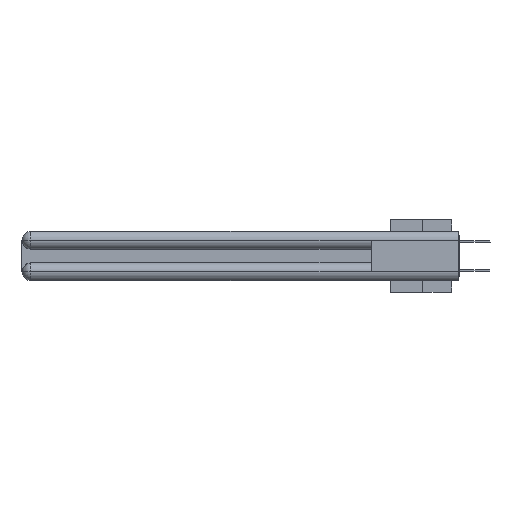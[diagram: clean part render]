
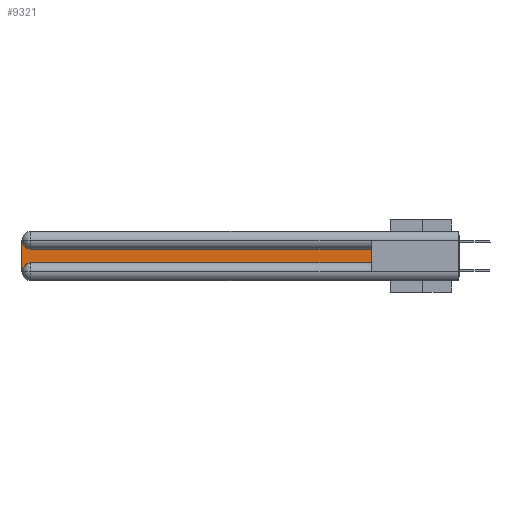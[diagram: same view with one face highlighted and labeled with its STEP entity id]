
A CAD part, left-side view. The second image highlights one B-rep face of the part: STEP entity #9321.
In plain terms, the highlighted planar face has unit normal (-1, 0, 0).
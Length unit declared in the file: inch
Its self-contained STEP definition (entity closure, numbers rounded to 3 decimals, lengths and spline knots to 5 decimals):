
#909 = CARTESIAN_POINT ( 'NONE',  ( 0.075, 2.94, -0.2775 ) ) ;
#1505 = EDGE_LOOP ( 'NONE', ( #16051, #3047, #18671, #18826, #20474, #23174 ) ) ;
#3047 = ORIENTED_EDGE ( 'NONE', *, *, #10734, .T. ) ;
#3062 = LINE ( 'NONE', #9699, #11414 ) ;
#3252 = DIRECTION ( 'NONE',  ( 0., 0., 1. ) ) ;
#4279 = CARTESIAN_POINT ( 'NONE',  ( 0.075, 3., -0.2775 ) ) ;
#4471 = CARTESIAN_POINT ( 'NONE',  ( 0.075, 3., -0.1225 ) ) ;
#5233 = CARTESIAN_POINT ( 'NONE',  ( 0.075, 2.94, -0.0625 ) ) ;
#7499 = CARTESIAN_POINT ( 'NONE',  ( 0.075, 3., -0.0625 ) ) ;
#7616 = VERTEX_POINT ( 'NONE', #7499 ) ;
#7627 = DIRECTION ( 'NONE',  ( 1., 0., 0. ) ) ;
#8911 = EDGE_CURVE ( 'NONE', #13194, #19828, #25688, .T. ) ;
#9101 = CARTESIAN_POINT ( 'NONE',  ( 0.075, 0.6, -0.2175 ) ) ;
#9321 = ADVANCED_FACE ( 'NONE', ( #30619 ), #29472, .F. ) ;
#9699 = CARTESIAN_POINT ( 'NONE',  ( 0.075, 0.6, -0.2175 ) ) ;
#10734 = EDGE_CURVE ( 'NONE', #38244, #7616, #17132, .T. ) ;
#11414 = VECTOR ( 'NONE', #3252, 39.37008 ) ;
#11479 = VECTOR ( 'NONE', #33467, 39.37008 ) ;
#11678 = EDGE_CURVE ( 'NONE', #15911, #38244, #24086, .T. ) ;
#11863 = AXIS2_PLACEMENT_3D ( 'NONE', #909, #27892, #37516 ) ;
#13194 = VERTEX_POINT ( 'NONE', #4279 ) ;
#13887 = LINE ( 'NONE', #20616, #11479 ) ;
#14238 = VECTOR ( 'NONE', #17232, 39.37008 ) ;
#14379 = DIRECTION ( 'NONE',  ( 0., 0., -1. ) ) ;
#15911 = VERTEX_POINT ( 'NONE', #39903 ) ;
#16036 = EDGE_CURVE ( 'NONE', #7616, #13194, #13887, .T. ) ;
#16051 = ORIENTED_EDGE ( 'NONE', *, *, #11678, .T. ) ;
#17132 = CIRCLE ( 'NONE', #32405, 0.06 ) ;
#17232 = DIRECTION ( 'NONE',  ( 0., 1., 0. ) ) ;
#18032 = CARTESIAN_POINT ( 'NONE',  ( 0.075, 0.6, -0.2175 ) ) ;
#18316 = VECTOR ( 'NONE', #18533, 39.37008 ) ;
#18533 = DIRECTION ( 'NONE',  ( 0., -1., 0. ) ) ;
#18671 = ORIENTED_EDGE ( 'NONE', *, *, #16036, .T. ) ;
#18826 = ORIENTED_EDGE ( 'NONE', *, *, #8911, .T. ) ;
#19828 = VERTEX_POINT ( 'NONE', #26836 ) ;
#20474 = ORIENTED_EDGE ( 'NONE', *, *, #20651, .T. ) ;
#20616 = CARTESIAN_POINT ( 'NONE',  ( 0.075, 3., -0.2175 ) ) ;
#20651 = EDGE_CURVE ( 'NONE', #19828, #35174, #31151, .T. ) ;
#21312 = EDGE_CURVE ( 'NONE', #35174, #15911, #3062, .T. ) ;
#23174 = ORIENTED_EDGE ( 'NONE', *, *, #21312, .T. ) ;
#23422 = CARTESIAN_POINT ( 'NONE',  ( 0.075, 0.6, -0.1225 ) ) ;
#24086 = LINE ( 'NONE', #23422, #14238 ) ;
#25688 = CIRCLE ( 'NONE', #11863, 0.06 ) ;
#26836 = CARTESIAN_POINT ( 'NONE',  ( 0.075, 2.94, -0.2175 ) ) ;
#27892 = DIRECTION ( 'NONE',  ( 1., 0., 0. ) ) ;
#29472 = PLANE ( 'NONE',  #36396 ) ;
#30619 = FACE_OUTER_BOUND ( 'NONE', #1505, .T. ) ;
#31151 = LINE ( 'NONE', #9101, #18316 ) ;
#31652 = CARTESIAN_POINT ( 'NONE',  ( 0.075, 2.94, -0.1225 ) ) ;
#32405 = AXIS2_PLACEMENT_3D ( 'NONE', #5233, #33246, #14379 ) ;
#32772 = DIRECTION ( 'NONE',  ( 0., 0., -1. ) ) ;
#33246 = DIRECTION ( 'NONE',  ( 1., 0., 0. ) ) ;
#33467 = DIRECTION ( 'NONE',  ( 0., 0., -1. ) ) ;
#35174 = VERTEX_POINT ( 'NONE', #18032 ) ;
#36396 = AXIS2_PLACEMENT_3D ( 'NONE', #4471, #7627, #32772 ) ;
#37516 = DIRECTION ( 'NONE',  ( 0., 0., -1. ) ) ;
#38244 = VERTEX_POINT ( 'NONE', #31652 ) ;
#39903 = CARTESIAN_POINT ( 'NONE',  ( 0.075, 0.6, -0.1225 ) ) ;
